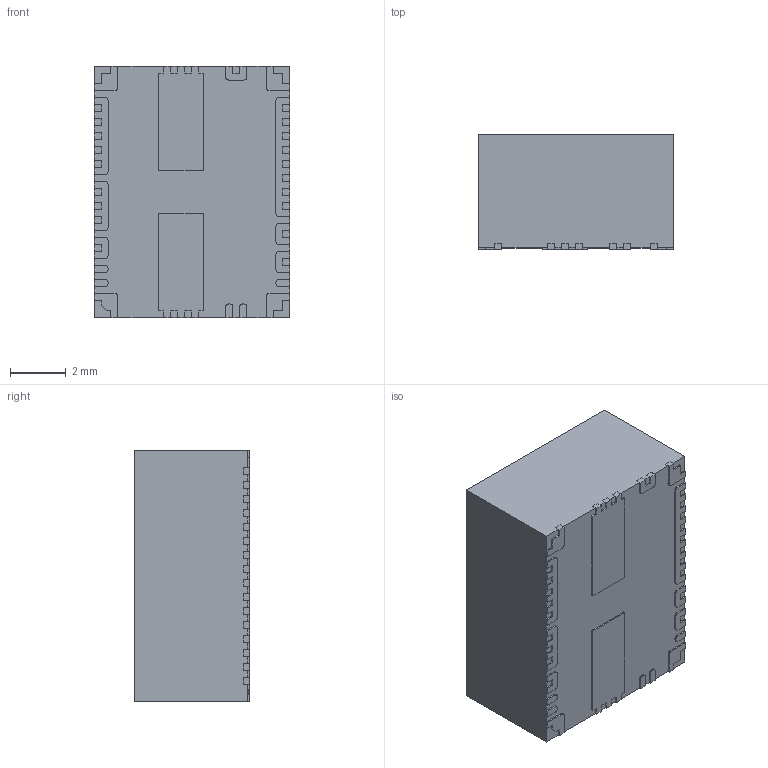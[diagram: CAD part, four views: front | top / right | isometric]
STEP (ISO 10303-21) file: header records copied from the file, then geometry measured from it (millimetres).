
FILE_DESCRIPTION (( 'STEP AP214' ), '1' );
FILE_NAME ('LMZM33602RLRR.STEP', '2019-02-09T06:54:20', ( '' ), ( '' ), 'SwSTEP 2.0', 'SolidWorks 2017', '' );
FILE_SCHEMA (( 'AUTOMOTIVE_DESIGN' ));
Length unit declared in the file: millimetre
Products named in the file (1): LMZM33602RLRR
Bounding box: 7 x 4.1 x 9 mm (x, y, z)
Volume: 256.1 mm3; surface area: 319.5 mm2
Topology: 20 solids, 20 shells, 491 faces, 1350 edges, 900 vertices
Faces by surface type: plane 431, cylinder 60
Entity records: 15589 total; most frequent: CARTESIAN_POINT 2742, ORIENTED_EDGE 2700, DIRECTION 2454, EDGE_CURVE 1350, LINE 1230, VECTOR 1230, VERTEX_POINT 900, AXIS2_PLACEMENT_3D 612
